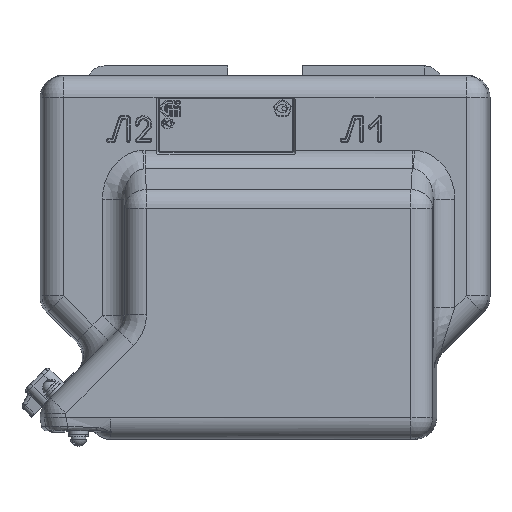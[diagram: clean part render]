
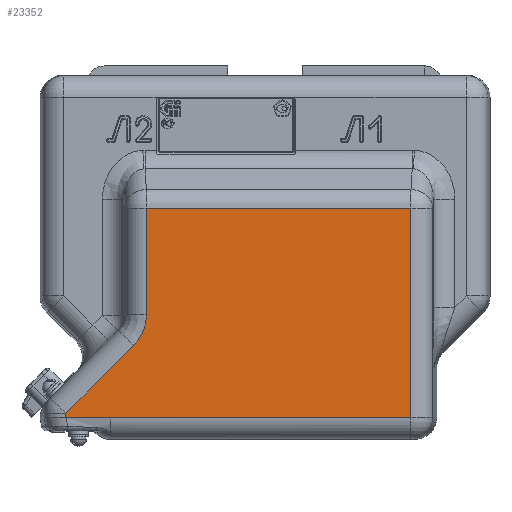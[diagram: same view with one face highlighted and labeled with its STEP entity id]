
A CAD part, top view. The second image highlights one B-rep face of the part: STEP entity #23352.
In plain terms, the highlighted planar face has unit normal (0, 0, 1).
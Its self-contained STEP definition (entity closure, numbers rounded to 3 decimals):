
#585 = VECTOR ( 'NONE', #16344, 1000. ) ;
#586 = LINE ( 'NONE', #16345, #585 ) ;
#602 = LINE ( 'NONE', #16349, #654 ) ;
#654 = VECTOR ( 'NONE', #16347, 1000. ) ;
#869 = LINE ( 'NONE', #22865, #872 ) ;
#872 = VECTOR ( 'NONE', #22868, 1000. ) ;
#2809 =( BOUNDED_CURVE ( )  B_SPLINE_CURVE ( 3, ( #15950, #15964, #15960, #15961 ),
 .UNSPECIFIED., .F., .F. ) 
 B_SPLINE_CURVE_WITH_KNOTS ( ( 4, 4 ),
 ( 1.571, 2.357 ),
 .UNSPECIFIED. ) 
 CURVE ( )  GEOMETRIC_REPRESENTATION_ITEM ( )  RATIONAL_B_SPLINE_CURVE ( ( 1., 0.949, 0.949, 1. ) ) 
 REPRESENTATION_ITEM ( '' )  );
#5413 = EDGE_CURVE ( 'NONE', #29849, #29174, #2809, .T. ) ;
#10390 = CARTESIAN_POINT ( 'NONE',  ( -78.872, 56.128, 82.5 ) ) ;
#10445 = CARTESIAN_POINT ( 'NONE',  ( -119.364, 13., 82.5 ) ) ;
#10480 = CARTESIAN_POINT ( 'NONE',  ( -92.615, 13., 82.5 ) ) ;
#10581 = CARTESIAN_POINT ( 'NONE',  ( -119.565, 13., 82.499 ) ) ;
#10652 = CARTESIAN_POINT ( 'NONE',  ( 87.565, 138.494, 82.5 ) ) ;
#10810 = CARTESIAN_POINT ( 'NONE',  ( 87.565, 13., 82.5 ) ) ;
#10819 = CARTESIAN_POINT ( 'NONE',  ( -71.241, 138.494, 82.5 ) ) ;
#10831 = CARTESIAN_POINT ( 'NONE',  ( -71.241, 74.544, 82.5 ) ) ;
#11439 = CARTESIAN_POINT ( 'NONE',  ( -119.565, 15.435, 82.5 ) ) ;
#12942 = EDGE_CURVE ( 'NONE', #29147, #29144, #26226, .T. ) ;
#12953 = EDGE_CURVE ( 'NONE', #29156, #29174, #26385, .T. ) ;
#13947 = EDGE_CURVE ( 'NONE', #29948, #29147, #23762, .T. ) ;
#14000 = EDGE_CURVE ( 'NONE', #29144, #29156, #869, .T. ) ;
#14351 = CARTESIAN_POINT ( 'NONE',  ( 87.565, 146., 82.5 ) ) ;
#14364 = DIRECTION ( 'NONE',  ( 0., 1., 0. ) ) ;
#14378 = DIRECTION ( 'NONE',  ( 0., -1., 0. ) ) ;
#14387 = CARTESIAN_POINT ( 'NONE',  ( -71.241, 69.59, 82.5 ) ) ;
#14527 = EDGE_CURVE ( 'NONE', #30054, #29912, #23769, .T. ) ;
#14529 = EDGE_CURVE ( 'NONE', #29912, #29948, #23770, .T. ) ;
#14531 = EDGE_CURVE ( 'NONE', #28629, #30054, #602, .T. ) ;
#14533 = EDGE_CURVE ( 'NONE', #29849, #28629, #586, .T. ) ;
#15950 = CARTESIAN_POINT ( 'NONE',  ( -78.872, 56.128, 82.5 ) ) ;
#15960 = CARTESIAN_POINT ( 'NONE',  ( -71.241, 67.546, 82.5 ) ) ;
#15961 = CARTESIAN_POINT ( 'NONE',  ( -71.241, 74.544, 82.5 ) ) ;
#15964 = CARTESIAN_POINT ( 'NONE',  ( -73.921, 61.079, 82.5 ) ) ;
#16344 = DIRECTION ( 'NONE',  ( -0.707, -0.707, 0. ) ) ;
#16345 = CARTESIAN_POINT ( 'NONE',  ( -122.927, 12.073, 82.5 ) ) ;
#16347 = DIRECTION ( 'NONE',  ( 0., -1., 0. ) ) ;
#16349 = CARTESIAN_POINT ( 'NONE',  ( -119.565, 13., 82.5 ) ) ;
#16352 = CARTESIAN_POINT ( 'NONE',  ( -92.615, 13., 82.5 ) ) ;
#16353 = CARTESIAN_POINT ( 'NONE',  ( -101.532, 13., 82.5 ) ) ;
#16354 = CARTESIAN_POINT ( 'NONE',  ( -110.448, 13., 82.5 ) ) ;
#16356 = CARTESIAN_POINT ( 'NONE',  ( -119.364, 13., 82.5 ) ) ;
#16357 = CARTESIAN_POINT ( 'NONE',  ( -119.431, 13., 82.5 ) ) ;
#16360 = CARTESIAN_POINT ( 'NONE',  ( -119.498, 13., 82.5 ) ) ;
#16366 = CARTESIAN_POINT ( 'NONE',  ( -119.565, 13., 82.499 ) ) ;
#16376 = CARTESIAN_POINT ( 'NONE',  ( -119.364, 13., 82.5 ) ) ;
#22865 = CARTESIAN_POINT ( 'NONE',  ( -83.795, 138.494, 82.5 ) ) ;
#22868 = DIRECTION ( 'NONE',  ( -1., 0., 0. ) ) ;
#23116 = CARTESIAN_POINT ( 'NONE',  ( -92.615, 13., 82.5 ) ) ;
#23123 = CARTESIAN_POINT ( 'NONE',  ( 27.505, 13., 82.5 ) ) ;
#23124 = CARTESIAN_POINT ( 'NONE',  ( 87.565, 13., 82.5 ) ) ;
#23126 = CARTESIAN_POINT ( 'NONE',  ( -32.555, 13., 82.5 ) ) ;
#23352 = ADVANCED_FACE ( 'NONE', ( #35916 ), #27253, .T. ) ;
#23762 = B_SPLINE_CURVE_WITH_KNOTS ( 'NONE', 3,
 ( #23116, #23126, #23123, #23124 ),
 .UNSPECIFIED., .F., .F.,
 ( 4, 4 ),
 ( 0.13, 1. ),
 .UNSPECIFIED. ) ;
#23769 = B_SPLINE_CURVE_WITH_KNOTS ( 'NONE', 3,
 ( #16366, #16360, #16357, #16356 ),
 .UNSPECIFIED., .F., .F.,
 ( 4, 4 ),
 ( 0., 0.001 ),
 .UNSPECIFIED. ) ;
#23770 = B_SPLINE_CURVE_WITH_KNOTS ( 'NONE', 3,
 ( #16376, #16354, #16353, #16352 ),
 .UNSPECIFIED., .F., .F.,
 ( 4, 4 ),
 ( 0.001, 0.13 ),
 .UNSPECIFIED. ) ;
#24917 = EDGE_LOOP ( 'NONE', ( #30529, #30569, #30561, #30562, #30564, #30568, #30571, #30565, #30566 ) ) ;
#26218 = VECTOR ( 'NONE', #14364, 1000. ) ;
#26226 = LINE ( 'NONE', #14351, #26218 ) ;
#26385 = LINE ( 'NONE', #14387, #26548 ) ;
#26548 = VECTOR ( 'NONE', #14378, 1000. ) ;
#26593 = CARTESIAN_POINT ( 'NONE',  ( -85., 0., 82.5 ) ) ;
#27217 = DIRECTION ( 'NONE',  ( 1., 0., 0. ) ) ;
#27231 = DIRECTION ( 'NONE',  ( 0., 0., 1. ) ) ;
#27253 = PLANE ( 'NONE',  #38111 ) ;
#28629 = VERTEX_POINT ( 'NONE', #11439 ) ;
#29144 = VERTEX_POINT ( 'NONE', #10652 ) ;
#29147 = VERTEX_POINT ( 'NONE', #10810 ) ;
#29156 = VERTEX_POINT ( 'NONE', #10819 ) ;
#29174 = VERTEX_POINT ( 'NONE', #10831 ) ;
#29849 = VERTEX_POINT ( 'NONE', #10390 ) ;
#29912 = VERTEX_POINT ( 'NONE', #10445 ) ;
#29948 = VERTEX_POINT ( 'NONE', #10480 ) ;
#30054 = VERTEX_POINT ( 'NONE', #10581 ) ;
#30529 = ORIENTED_EDGE ( 'NONE', *, *, #14533, .T. ) ;
#30561 = ORIENTED_EDGE ( 'NONE', *, *, #14527, .T. ) ;
#30562 = ORIENTED_EDGE ( 'NONE', *, *, #14529, .T. ) ;
#30564 = ORIENTED_EDGE ( 'NONE', *, *, #13947, .T. ) ;
#30565 = ORIENTED_EDGE ( 'NONE', *, *, #12953, .T. ) ;
#30566 = ORIENTED_EDGE ( 'NONE', *, *, #5413, .F. ) ;
#30568 = ORIENTED_EDGE ( 'NONE', *, *, #12942, .T. ) ;
#30569 = ORIENTED_EDGE ( 'NONE', *, *, #14531, .T. ) ;
#30571 = ORIENTED_EDGE ( 'NONE', *, *, #14000, .T. ) ;
#35916 = FACE_OUTER_BOUND ( 'NONE', #24917, .T. ) ;
#38111 = AXIS2_PLACEMENT_3D ( 'NONE', #26593, #27231, #27217 ) ;
